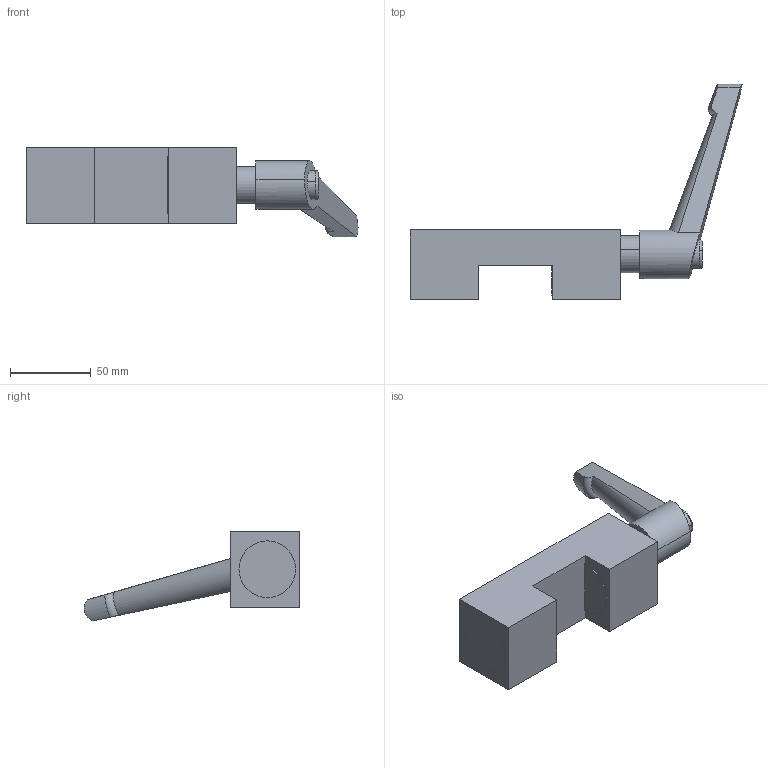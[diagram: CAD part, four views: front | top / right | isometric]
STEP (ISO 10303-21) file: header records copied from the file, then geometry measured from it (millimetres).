
FILE_DESCRIPTION (( 'STEP AP203' ), '1' );
FILE_NAME ('FF4501A.STEP', '2018-07-12T14:42:33', ( 'Users' ), ( 'Microsoft' ), 'SwSTEP 2.0', 'SolidWorks 2010', '' );
FILE_SCHEMA (( 'CONFIG_CONTROL_DESIGN' ));
Length unit declared in the file: millimetre
Products named in the file (1): FF4501A
Bounding box: 205 x 133 x 55.39 mm (x, y, z)
Surface area: 54765.6 mm2 (no closed solid volume)
Topology: 0 solids, 4 shells, 65 faces, 191 edges, 130 vertices
Faces by surface type: cylinder 35, plane 19, cone 8, torus 3
Entity records: 2589 total; most frequent: CARTESIAN_POINT 843, ORIENTED_EDGE 351, DIRECTION 326, EDGE_CURVE 189, VERTEX_POINT 130, AXIS2_PLACEMENT_3D 127, EDGE_LOOP 77, VECTOR 72
